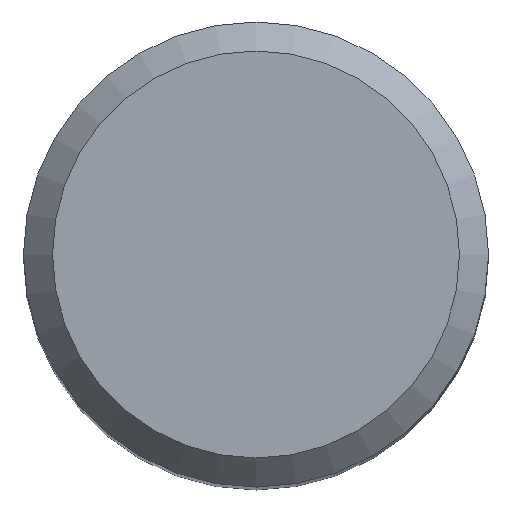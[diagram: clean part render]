
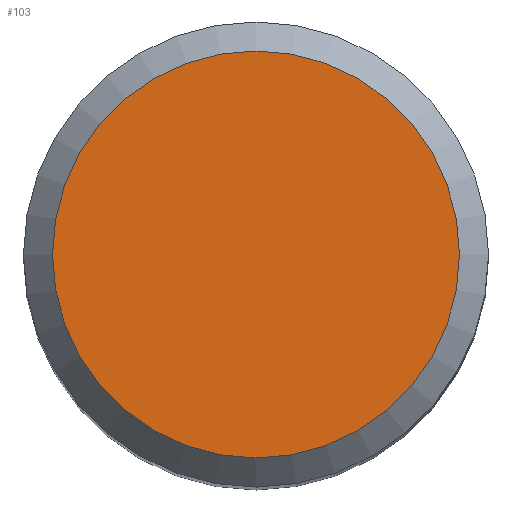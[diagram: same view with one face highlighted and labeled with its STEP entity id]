
A CAD part, top view. The second image highlights one B-rep face of the part: STEP entity #103.
In plain terms, the highlighted planar face has unit normal (0, 0, 1).
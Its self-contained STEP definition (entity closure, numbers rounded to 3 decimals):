
#103=ADVANCED_FACE('',(#126),#124,.F.);
#124=PLANE('',#302);
#126=FACE_OUTER_BOUND('',#127,.T.);
#127=EDGE_LOOP('',(#167));
#167=ORIENTED_EDGE('',*,*,#228,.F.);
#207=VERTEX_POINT('',#440);
#228=EDGE_CURVE('',#207,#207,#248,.T.);
#248=CIRCLE('',#301,6.997);
#301=AXIS2_PLACEMENT_3D('',#439,#350,#351);
#302=AXIS2_PLACEMENT_3D('',#441,#352,#353);
#350=DIRECTION('',(0.,0.,-1.));
#351=DIRECTION('',(1.,0.,0.));
#352=DIRECTION('',(0.,0.,-1.));
#353=DIRECTION('',(-1.,0.,0.));
#439=CARTESIAN_POINT('',(0.,0.,0.));
#440=CARTESIAN_POINT('',(6.997,0.,0.));
#441=CARTESIAN_POINT('',(0.,0.,0.));
